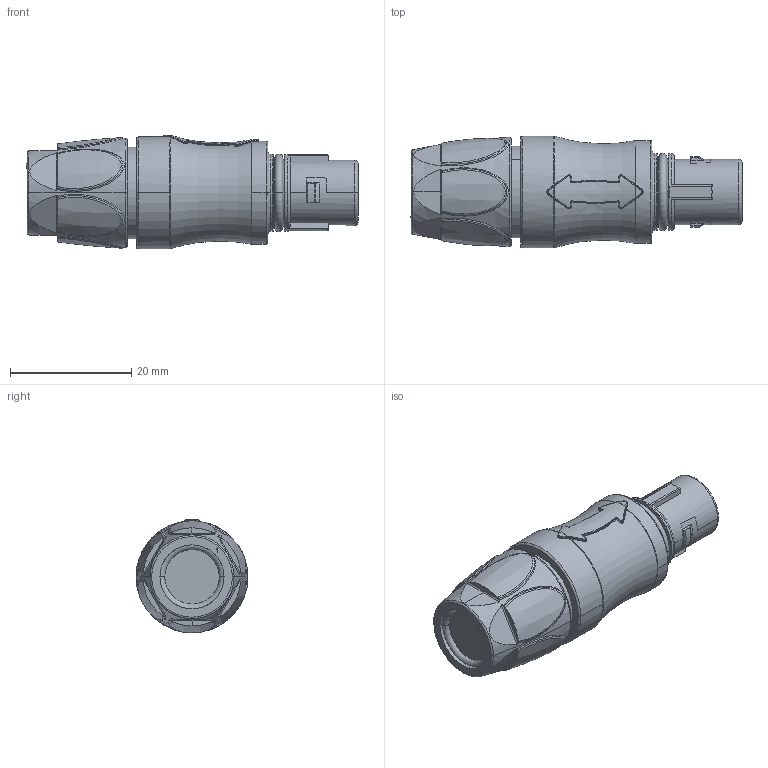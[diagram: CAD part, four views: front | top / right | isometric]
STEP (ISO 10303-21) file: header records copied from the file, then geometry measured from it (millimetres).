
FILE_DESCRIPTION((''),'2;1');
FILE_NAME('JMXFH1G-----DSU-NOT-LISTED','2017-01-18T',('gmarchand'),('SOURIAU'),'PRO/ENGINEER BY PARAMETRIC TECHNOLOGY CORPORATION, 2014000','PRO/ENGINEER BY PARAMETRIC TECHNOLOGY CORPORATION, 2014000','');
FILE_SCHEMA(('CONFIG_CONTROL_DESIGN'));
Length unit declared in the file: millimetre
Products named in the file (1): JMXFH1G-----DSU-NOT-LISTED
Bounding box: 54.87 x 18.5 x 18.8 mm (x, y, z)
Volume: 10231.7 mm3; surface area: 3404.6 mm2
Topology: 1 solids, 3 shells, 299 faces, 786 edges, 505 vertices
Faces by surface type: bspline 112, plane 70, cylinder 54, torus 47, extrusion 10, cone 6
Entity records: 19851 total; most frequent: CARTESIAN_POINT 11366, ORIENTED_EDGE 1566, DIRECTION 1001, EDGE_CURVE 783, VERTEX_POINT 505, AXIS2_PLACEMENT_3D 406, B_SPLINE_CURVE_WITH_KNOTS 385, EDGE_LOOP 314
